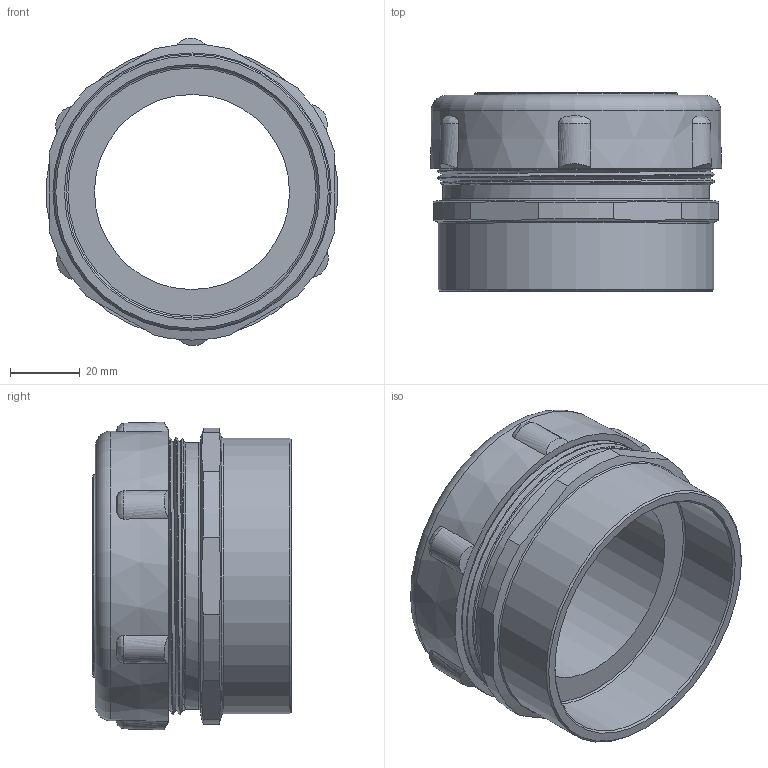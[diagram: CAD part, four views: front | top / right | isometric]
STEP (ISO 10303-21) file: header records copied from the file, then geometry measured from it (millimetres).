
FILE_DESCRIPTION(/* description */ (''),/* implementation_level */ '2;1');
FILE_NAME(/* name */ '',/* time_stamp */ '2025-06-05T16:15:39+07:00',/* author */ ('zeta-82'),/* organization */ (''),/* preprocessor_version */ 'ST-DEVELOPER v19.2',/* originating_system */ 'Autodesk Inventor 2024',/* authorisation */ '');
FILE_SCHEMA (('AUTOMOTIVE_DESIGN { 1 0 10303 214 3 1 1 }'));
Length unit declared in the file: millimetre
Products named in the file (1): РКв-60
Bounding box: 83.61 x 57 x 88.28 mm (x, y, z)
Volume: 77381.2 mm3; surface area: 47206.9 mm2
Topology: 7 solids, 7 shells, 81 faces, 201 edges, 139 vertices
Faces by surface type: bspline 27, plane 19, cylinder 15, cone 14, torus 6
Full cylindrical faces by diameter (mm): 56 x1, 58 x1, 71.5 x1, 72.226 x1, 76.69 x1, 79.226 x1, 79.721 x1
Entity records: 4137 total; most frequent: CARTESIAN_POINT 2140, ORIENTED_EDGE 412, DIRECTION 355, EDGE_CURVE 206, AXIS2_PLACEMENT_3D 152, VERTEX_POINT 144, CIRCLE 97, EDGE_LOOP 88
